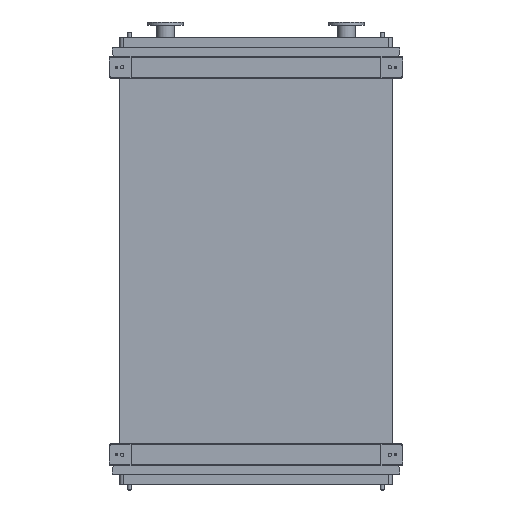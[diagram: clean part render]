
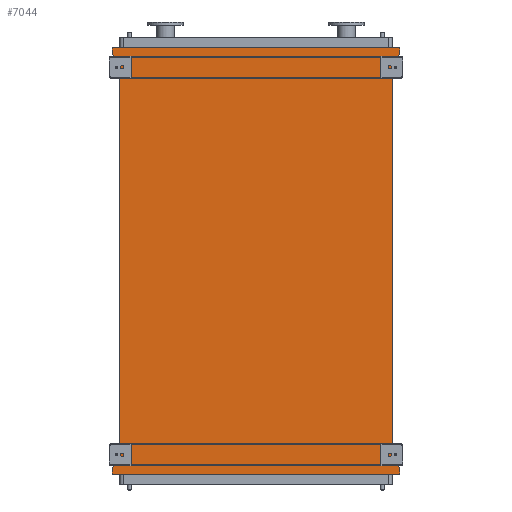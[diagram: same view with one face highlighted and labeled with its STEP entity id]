
A CAD part, front view. The second image highlights one B-rep face of the part: STEP entity #7044.
In plain terms, the highlighted planar face has unit normal (0, -1, 0).
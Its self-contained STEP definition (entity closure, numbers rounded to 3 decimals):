
#2 = CARTESIAN_POINT ( 'NONE',  ( -891., 0., 53. ) ) ;
#677 = LINE ( 'NONE', #3278, #15227 ) ;
#1238 = EDGE_CURVE ( 'NONE', #22798, #2348, #12544, .T. ) ;
#1351 = VERTEX_POINT ( 'NONE', #14197 ) ;
#1449 = VECTOR ( 'NONE', #8720, 1000. ) ;
#1871 = LINE ( 'NONE', #9564, #15824 ) ;
#2249 = VERTEX_POINT ( 'NONE', #5149 ) ;
#2348 = VERTEX_POINT ( 'NONE', #9200 ) ;
#2500 = VERTEX_POINT ( 'NONE', #7792 ) ;
#2578 = ORIENTED_EDGE ( 'NONE', *, *, #8288, .F. ) ;
#2621 = VERTEX_POINT ( 'NONE', #19522 ) ;
#2635 = DIRECTION ( 'NONE',  ( 0., 0., -1. ) ) ;
#2932 = VERTEX_POINT ( 'NONE', #18645 ) ;
#3041 = VERTEX_POINT ( 'NONE', #22466 ) ;
#3088 = VECTOR ( 'NONE', #11236, 1000. ) ;
#3278 = CARTESIAN_POINT ( 'NONE',  ( -845., 0., 0. ) ) ;
#4053 = VERTEX_POINT ( 'NONE', #17107 ) ;
#4101 = EDGE_CURVE ( 'NONE', #14031, #1351, #23785, .T. ) ;
#4365 = ORIENTED_EDGE ( 'NONE', *, *, #15199, .F. ) ;
#5149 = CARTESIAN_POINT ( 'NONE',  ( -845., 0., 0. ) ) ;
#5188 = CARTESIAN_POINT ( 'NONE',  ( -891., 0., 95. ) ) ;
#5251 = VERTEX_POINT ( 'NONE', #24139 ) ;
#5290 = CARTESIAN_POINT ( 'NONE',  ( -891., 0., 53. ) ) ;
#5607 = CARTESIAN_POINT ( 'NONE',  ( -845., 0., -2450. ) ) ;
#5831 = ORIENTED_EDGE ( 'NONE', *, *, #12422, .T. ) ;
#6234 = CARTESIAN_POINT ( 'NONE',  ( 845., 0., -2450. ) ) ;
#6441 = LINE ( 'NONE', #6938, #1449 ) ;
#6589 = EDGE_CURVE ( 'NONE', #2932, #3041, #9654, .T. ) ;
#6922 = DIRECTION ( 'NONE',  ( 0., 0., 1. ) ) ;
#6938 = CARTESIAN_POINT ( 'NONE',  ( 891., 0., -2503. ) ) ;
#6968 = DIRECTION ( 'NONE',  ( -0.655, 0., 0.755 ) ) ;
#6973 = ORIENTED_EDGE ( 'NONE', *, *, #18563, .F. ) ;
#7044 = ADVANCED_FACE ( 'NONE', ( #18950 ), #18869, .T. ) ;
#7396 = VECTOR ( 'NONE', #6922, 1000. ) ;
#7434 = DIRECTION ( 'NONE',  ( 0., -1., 0. ) ) ;
#7557 = CARTESIAN_POINT ( 'NONE',  ( 891., 0., 53. ) ) ;
#7690 = DIRECTION ( 'NONE',  ( 0., 0., 1. ) ) ;
#7792 = CARTESIAN_POINT ( 'NONE',  ( -891., 0., -2545. ) ) ;
#8152 = CARTESIAN_POINT ( 'NONE',  ( 891., 0., -2545. ) ) ;
#8288 = EDGE_CURVE ( 'NONE', #5251, #13629, #11964, .T. ) ;
#8605 = LINE ( 'NONE', #8152, #23518 ) ;
#8720 = DIRECTION ( 'NONE',  ( 0., 0., -1. ) ) ;
#9200 = CARTESIAN_POINT ( 'NONE',  ( 891., 0., -2503. ) ) ;
#9564 = CARTESIAN_POINT ( 'NONE',  ( -845., 0., -2450. ) ) ;
#9565 = LINE ( 'NONE', #5188, #19144 ) ;
#9654 = LINE ( 'NONE', #21442, #14799 ) ;
#9963 = DIRECTION ( 'NONE',  ( 0.655, 0., -0.755 ) ) ;
#10331 = EDGE_CURVE ( 'NONE', #3041, #2621, #23541, .T. ) ;
#11236 = DIRECTION ( 'NONE',  ( -0.655, 0., -0.755 ) ) ;
#11340 = ORIENTED_EDGE ( 'NONE', *, *, #17202, .F. ) ;
#11350 = VECTOR ( 'NONE', #22713, 1000. ) ;
#11465 = CARTESIAN_POINT ( 'NONE',  ( -891., 0., -2503. ) ) ;
#11769 = EDGE_CURVE ( 'NONE', #13629, #2249, #1871, .T. ) ;
#11964 = LINE ( 'NONE', #11465, #11350 ) ;
#12422 = EDGE_CURVE ( 'NONE', #22798, #2621, #13027, .T. ) ;
#12544 = LINE ( 'NONE', #6234, #22499 ) ;
#12740 = EDGE_LOOP ( 'NONE', ( #5831, #15933, #20844, #11340, #16529, #6973, #17148, #2578, #18313, #23061, #4365, #19448 ) ) ;
#13027 = LINE ( 'NONE', #16428, #7396 ) ;
#13097 = CARTESIAN_POINT ( 'NONE',  ( 845., 0., -2450. ) ) ;
#13629 = VERTEX_POINT ( 'NONE', #15090 ) ;
#14031 = VERTEX_POINT ( 'NONE', #5290 ) ;
#14197 = CARTESIAN_POINT ( 'NONE',  ( -891., 0., 95. ) ) ;
#14799 = VECTOR ( 'NONE', #2635, 1000. ) ;
#15090 = CARTESIAN_POINT ( 'NONE',  ( -845., 0., -2450. ) ) ;
#15199 = EDGE_CURVE ( 'NONE', #2348, #4053, #6441, .T. ) ;
#15227 = VECTOR ( 'NONE', #6968, 1000. ) ;
#15239 = VECTOR ( 'NONE', #18574, 1000. ) ;
#15824 = VECTOR ( 'NONE', #19105, 1000. ) ;
#15933 = ORIENTED_EDGE ( 'NONE', *, *, #10331, .F. ) ;
#16428 = CARTESIAN_POINT ( 'NONE',  ( 845., 0., -2450. ) ) ;
#16529 = ORIENTED_EDGE ( 'NONE', *, *, #4101, .F. ) ;
#16665 = CARTESIAN_POINT ( 'NONE',  ( -891., 0., -2545. ) ) ;
#17107 = CARTESIAN_POINT ( 'NONE',  ( 891., 0., -2545. ) ) ;
#17148 = ORIENTED_EDGE ( 'NONE', *, *, #11769, .F. ) ;
#17202 = EDGE_CURVE ( 'NONE', #1351, #2932, #9565, .T. ) ;
#17789 = DIRECTION ( 'NONE',  ( -1., 0., 0. ) ) ;
#18313 = ORIENTED_EDGE ( 'NONE', *, *, #22599, .F. ) ;
#18563 = EDGE_CURVE ( 'NONE', #2249, #14031, #677, .T. ) ;
#18574 = DIRECTION ( 'NONE',  ( 0., 0., 1. ) ) ;
#18626 = DIRECTION ( 'NONE',  ( 1., 0., 0. ) ) ;
#18645 = CARTESIAN_POINT ( 'NONE',  ( 891., 0., 95. ) ) ;
#18869 = PLANE ( 'NONE',  #20622 ) ;
#18950 = FACE_OUTER_BOUND ( 'NONE', #12740, .T. ) ;
#19010 = EDGE_CURVE ( 'NONE', #4053, #2500, #8605, .T. ) ;
#19049 = VECTOR ( 'NONE', #7690, 1000. ) ;
#19105 = DIRECTION ( 'NONE',  ( 0., 0., 1. ) ) ;
#19144 = VECTOR ( 'NONE', #18626, 1000. ) ;
#19448 = ORIENTED_EDGE ( 'NONE', *, *, #1238, .F. ) ;
#19522 = CARTESIAN_POINT ( 'NONE',  ( 845., 0., 0. ) ) ;
#20219 = LINE ( 'NONE', #16665, #15239 ) ;
#20622 = AXIS2_PLACEMENT_3D ( 'NONE', #5607, #7434, #20672 ) ;
#20672 = DIRECTION ( 'NONE',  ( 0., 0., -1. ) ) ;
#20844 = ORIENTED_EDGE ( 'NONE', *, *, #6589, .F. ) ;
#21442 = CARTESIAN_POINT ( 'NONE',  ( 891., 0., 95. ) ) ;
#22466 = CARTESIAN_POINT ( 'NONE',  ( 891., 0., 53. ) ) ;
#22499 = VECTOR ( 'NONE', #9963, 1000. ) ;
#22599 = EDGE_CURVE ( 'NONE', #2500, #5251, #20219, .T. ) ;
#22713 = DIRECTION ( 'NONE',  ( 0.655, 0., 0.755 ) ) ;
#22798 = VERTEX_POINT ( 'NONE', #13097 ) ;
#23061 = ORIENTED_EDGE ( 'NONE', *, *, #19010, .F. ) ;
#23518 = VECTOR ( 'NONE', #17789, 1000. ) ;
#23541 = LINE ( 'NONE', #7557, #3088 ) ;
#23785 = LINE ( 'NONE', #2, #19049 ) ;
#24139 = CARTESIAN_POINT ( 'NONE',  ( -891., 0., -2503. ) ) ;
